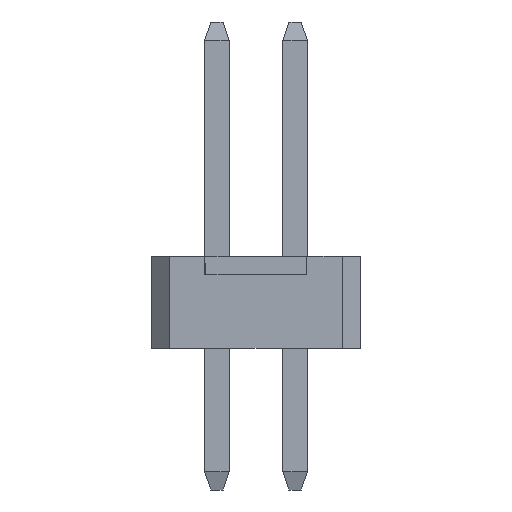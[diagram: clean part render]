
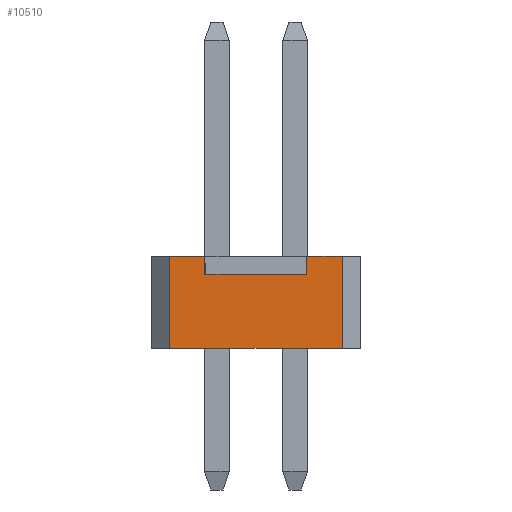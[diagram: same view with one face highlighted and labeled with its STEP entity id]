
A CAD part, left-side view. The second image highlights one B-rep face of the part: STEP entity #10510.
In plain terms, the highlighted planar face has unit normal (-1, 0, 0).
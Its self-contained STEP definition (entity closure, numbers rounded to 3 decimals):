
#7456=CARTESIAN_POINT('',(-4.445,-1.4,0.));
#7457=VERTEX_POINT('',#7456);
#7464=CARTESIAN_POINT('',(-4.445,1.4,0.));
#7465=VERTEX_POINT('',#7464);
#7466=CARTESIAN_POINT('',(-4.445,-1.4,0.));
#7467=DIRECTION('',(0.,1.,0.));
#7468=VECTOR('',#7467,2.8);
#7469=LINE('',#7466,#7468);
#7470=EDGE_CURVE('',#7457,#7465,#7469,.T.);
#7976=CARTESIAN_POINT('',(-4.445,0.83,1.2));
#7977=VERTEX_POINT('',#7976);
#7984=CARTESIAN_POINT('',(-4.445,-0.825,1.2));
#7985=VERTEX_POINT('',#7984);
#7986=CARTESIAN_POINT('',(-4.445,0.825,1.2));
#7987=DIRECTION('',(0.,-1.,0.));
#7988=VECTOR('',#7987,1.65);
#7989=LINE('',#7986,#7988);
#7990=EDGE_CURVE('',#7977,#7985,#7989,.T.);
#10118=CARTESIAN_POINT('',(-4.445,1.4,1.5));
#10119=VERTEX_POINT('',#10118);
#10120=CARTESIAN_POINT('',(-4.445,1.4,0.));
#10121=DIRECTION('',(0.,0.,1.));
#10122=VECTOR('',#10121,1.5);
#10123=LINE('',#10120,#10122);
#10124=EDGE_CURVE('',#7465,#10119,#10123,.T.);
#10143=CARTESIAN_POINT('',(-4.445,-1.4,1.5));
#10144=VERTEX_POINT('',#10143);
#10151=CARTESIAN_POINT('',(-4.445,-1.4,1.5));
#10152=DIRECTION('',(0.,0.,-1.));
#10153=VECTOR('',#10152,1.5);
#10154=LINE('',#10151,#10153);
#10155=EDGE_CURVE('',#10144,#7457,#10154,.T.);
#10471=CARTESIAN_POINT('',(-4.445,0.,1.64));
#10472=DIRECTION('',(0.,-1.,0.));
#10473=DIRECTION('',(-1.,0.,0.));
#10474=AXIS2_PLACEMENT_3D('',#10471,#10473,#10472);
#10475=PLANE('',#10474);
#10476=CARTESIAN_POINT('',(-4.445,0.83,1.5));
#10477=VERTEX_POINT('',#10476);
#10478=CARTESIAN_POINT('',(-4.445,0.831,1.2));
#10479=DIRECTION('',(0.,0.012,1.));
#10480=VECTOR('',#10479,0.3);
#10481=LINE('',#10478,#10480);
#10482=EDGE_CURVE('',#7977,#10477,#10481,.T.);
#10483=ORIENTED_EDGE('',*,*,#10482,.T.);
#10484=CARTESIAN_POINT('',(-4.445,0.83,1.5));
#10485=DIRECTION('',(0.,1.,0.));
#10486=VECTOR('',#10485,0.57);
#10487=LINE('',#10484,#10486);
#10488=EDGE_CURVE('',#10477,#10119,#10487,.T.);
#10489=ORIENTED_EDGE('',*,*,#10488,.T.);
#10490=ORIENTED_EDGE('',*,*,#10124,.F.);
#10491=ORIENTED_EDGE('',*,*,#7470,.F.);
#10492=ORIENTED_EDGE('',*,*,#10155,.F.);
#10493=CARTESIAN_POINT('',(-4.445,-0.825,1.5));
#10494=VERTEX_POINT('',#10493);
#10495=CARTESIAN_POINT('',(-4.445,-1.4,1.5));
#10496=DIRECTION('',(0.,1.,0.));
#10497=VECTOR('',#10496,0.575);
#10498=LINE('',#10495,#10497);
#10499=EDGE_CURVE('',#10144,#10494,#10498,.T.);
#10500=ORIENTED_EDGE('',*,*,#10499,.T.);
#10501=CARTESIAN_POINT('',(-4.445,-0.825,1.5));
#10502=DIRECTION('',(0.,0.,-1.));
#10503=VECTOR('',#10502,0.3);
#10504=LINE('',#10501,#10503);
#10505=EDGE_CURVE('',#10494,#7985,#10504,.T.);
#10506=ORIENTED_EDGE('',*,*,#10505,.T.);
#10507=ORIENTED_EDGE('',*,*,#7990,.F.);
#10508=EDGE_LOOP('',(#10483,#10489,#10490,#10491,#10492,#10500,#10506,#10507));
#10509=FACE_OUTER_BOUND('',#10508,.T.);
#10510=ADVANCED_FACE('',(#10509),#10475,.T.);
